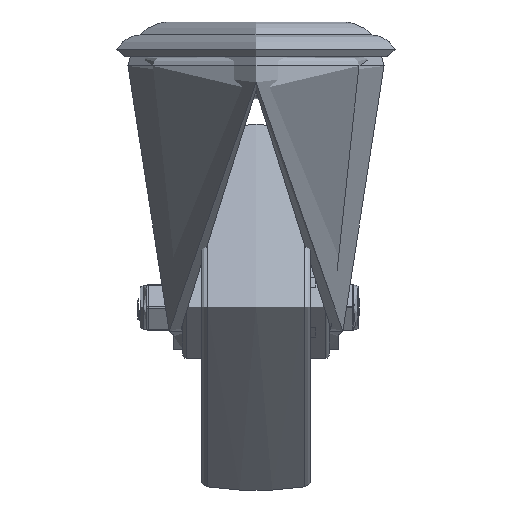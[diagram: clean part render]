
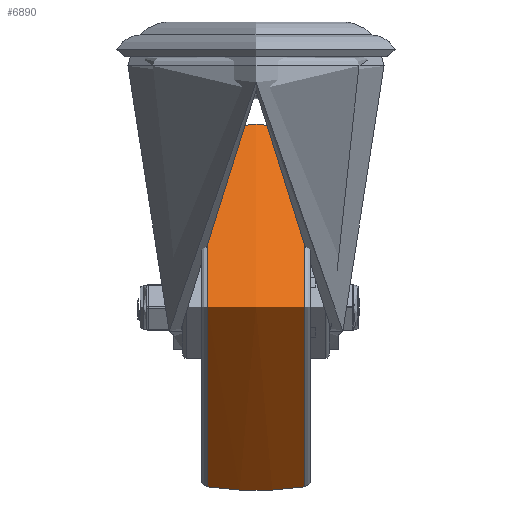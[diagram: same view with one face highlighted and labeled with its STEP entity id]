
A CAD part, left-side view. The second image highlights one B-rep face of the part: STEP entity #6890.
In plain terms, the highlighted free-form (B-spline) face has degree [2, 2] with [3, 9] control points.
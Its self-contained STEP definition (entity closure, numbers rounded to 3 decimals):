
#42=(
BOUNDED_SURFACE()
B_SPLINE_SURFACE(2,2,((#12211,#12212,#12213,#12214,#12215,#12216,#12217,
#12218,#12219),(#12220,#12221,#12222,#12223,#12224,#12225,#12226,#12227,
#12228),(#12229,#12230,#12231,#12232,#12233,#12234,#12235,#12236,#12237)),
 .UNSPECIFIED.,.F.,.T.,.F.)
B_SPLINE_SURFACE_WITH_KNOTS((3,3),(3,2,2,2,3),(-0.147,0.147),
(-3.142,-1.571,0.,1.571,3.142),
 .UNSPECIFIED.)
GEOMETRIC_REPRESENTATION_ITEM()
RATIONAL_B_SPLINE_SURFACE(((1.,0.707,1.,0.707,1.,
0.707,1.,0.707,1.),(0.989,0.699,
0.989,0.699,0.989,0.699,
0.989,0.699,0.989),(1.,0.707,
1.,0.707,1.,0.707,1.,0.707,1.)))
REPRESENTATION_ITEM('')
SURFACE()
);
#874=FACE_OUTER_BOUND('',#1326,.T.);
#1326=EDGE_LOOP('',(#5518,#5519,#5520,#5521));
#2709=CIRCLE('',#7653,49.02);
#2712=CIRCLE('',#7656,49.02);
#2713=CIRCLE('',#7657,90.625);
#3184=VERTEX_POINT('',#12206);
#3186=VERTEX_POINT('',#12238);
#4000=EDGE_CURVE('',#3184,#3184,#2709,.T.);
#4003=EDGE_CURVE('',#3186,#3186,#2712,.T.);
#4004=EDGE_CURVE('',#3186,#3184,#2713,.T.);
#5518=ORIENTED_EDGE('',*,*,#4003,.F.);
#5519=ORIENTED_EDGE('',*,*,#4004,.T.);
#5520=ORIENTED_EDGE('',*,*,#4000,.T.);
#5521=ORIENTED_EDGE('',*,*,#4004,.F.);
#6890=ADVANCED_FACE('',(#874),#42,.F.);
#7653=AXIS2_PLACEMENT_3D('',#12207,#9111,#9112);
#7656=AXIS2_PLACEMENT_3D('',#12239,#9117,#9118);
#7657=AXIS2_PLACEMENT_3D('',#12240,#9119,#9120);
#9111=DIRECTION('center_axis',(0.,1.,0.));
#9112=DIRECTION('ref_axis',(0.,0.,1.));
#9117=DIRECTION('center_axis',(0.,1.,0.));
#9118=DIRECTION('ref_axis',(0.,0.,1.));
#9119=DIRECTION('center_axis',(-1.,0.,0.));
#9120=DIRECTION('ref_axis',(0.,0.,
-1.));
#12206=CARTESIAN_POINT('',(0.,-13.293,-49.02));
#12207=CARTESIAN_POINT('Origin',(0.,-13.293,0.));
#12211=CARTESIAN_POINT('Ctrl Pts',(0.,-13.293,-49.02));
#12212=CARTESIAN_POINT('Ctrl Pts',(-49.02,-13.293,-49.02));
#12213=CARTESIAN_POINT('Ctrl Pts',(-49.02,-13.293,0.));
#12214=CARTESIAN_POINT('Ctrl Pts',(-49.02,-13.293,49.02));
#12215=CARTESIAN_POINT('Ctrl Pts',(0.,-13.293,49.02));
#12216=CARTESIAN_POINT('Ctrl Pts',(49.02,-13.293,49.02));
#12217=CARTESIAN_POINT('Ctrl Pts',(49.02,-13.293,0.));
#12218=CARTESIAN_POINT('Ctrl Pts',(49.02,-13.293,-49.02));
#12219=CARTESIAN_POINT('Ctrl Pts',(0.,-13.293,-49.02));
#12220=CARTESIAN_POINT('Ctrl Pts',(0.,0.,-50.991));
#12221=CARTESIAN_POINT('Ctrl Pts',(-50.991,0.,
-50.991));
#12222=CARTESIAN_POINT('Ctrl Pts',(-50.991,0.,
0.));
#12223=CARTESIAN_POINT('Ctrl Pts',(-50.991,0.,
50.991));
#12224=CARTESIAN_POINT('Ctrl Pts',(0.,0.,50.991));
#12225=CARTESIAN_POINT('Ctrl Pts',(50.991,0.,
50.991));
#12226=CARTESIAN_POINT('Ctrl Pts',(50.991,0.,
0.));
#12227=CARTESIAN_POINT('Ctrl Pts',(50.991,0.,
-50.991));
#12228=CARTESIAN_POINT('Ctrl Pts',(0.,0.,-50.991));
#12229=CARTESIAN_POINT('Ctrl Pts',(0.,13.293,-49.02));
#12230=CARTESIAN_POINT('Ctrl Pts',(-49.02,13.293,-49.02));
#12231=CARTESIAN_POINT('Ctrl Pts',(-49.02,13.293,0.));
#12232=CARTESIAN_POINT('Ctrl Pts',(-49.02,13.293,49.02));
#12233=CARTESIAN_POINT('Ctrl Pts',(0.,13.293,49.02));
#12234=CARTESIAN_POINT('Ctrl Pts',(49.02,13.293,49.02));
#12235=CARTESIAN_POINT('Ctrl Pts',(49.02,13.293,0.));
#12236=CARTESIAN_POINT('Ctrl Pts',(49.02,13.293,-49.02));
#12237=CARTESIAN_POINT('Ctrl Pts',(0.,13.293,-49.02));
#12238=CARTESIAN_POINT('',(0.,13.293,-49.02));
#12239=CARTESIAN_POINT('Origin',(0.,13.293,0.));
#12240=CARTESIAN_POINT('Origin',(0.,0.,
40.625));
